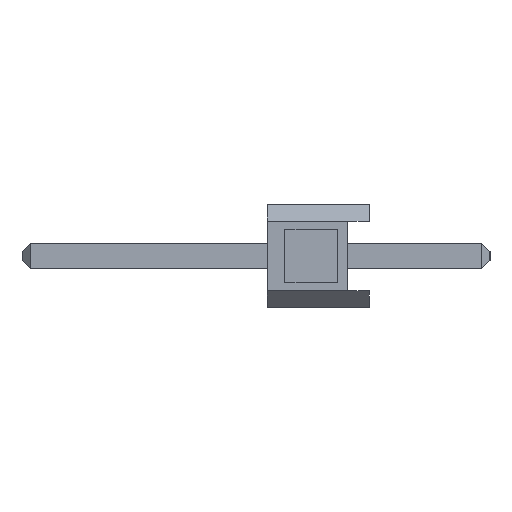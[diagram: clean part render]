
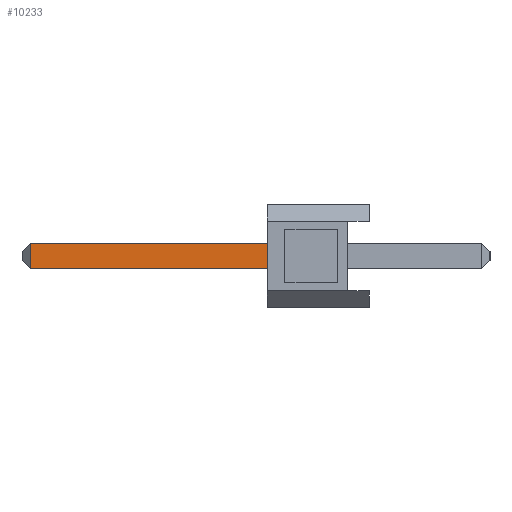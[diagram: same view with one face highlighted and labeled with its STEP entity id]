
A CAD part, left-side view. The second image highlights one B-rep face of the part: STEP entity #10233.
In plain terms, the highlighted planar face has unit normal (-1, 0, 0).
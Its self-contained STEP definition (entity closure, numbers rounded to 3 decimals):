
#331 = CARTESIAN_POINT ( 'NONE',  ( -0.32, -3., -0.32 ) ) ;
#393 = DIRECTION ( 'NONE',  ( 0., 1., 0. ) ) ;
#610 = LINE ( 'NONE', #4690, #12891 ) ;
#695 = DIRECTION ( 'NONE',  ( 0., 0., 1. ) ) ;
#1329 = EDGE_CURVE ( 'NONE', #1812, #45778, #610, .T. ) ;
#1812 = VERTEX_POINT ( 'NONE', #24731 ) ;
#2854 = EDGE_CURVE ( 'NONE', #51711, #45778, #45979, .T. ) ;
#4690 = CARTESIAN_POINT ( 'NONE',  ( -0.32, -3., -0.32 ) ) ;
#6155 = EDGE_LOOP ( 'NONE', ( #50649, #14682, #50703, #8133 ) ) ;
#6763 = VECTOR ( 'NONE', #39118, 1000. ) ;
#7563 = DIRECTION ( 'NONE',  ( 0., 0., -1. ) ) ;
#8133 = ORIENTED_EDGE ( 'NONE', *, *, #44044, .F. ) ;
#9031 = DIRECTION ( 'NONE',  ( -1., 0., 0. ) ) ;
#10233 = ADVANCED_FACE ( 'NONE', ( #31437 ), #38029, .T. ) ;
#12891 = VECTOR ( 'NONE', #393, 1000. ) ;
#14682 = ORIENTED_EDGE ( 'NONE', *, *, #2854, .T. ) ;
#14961 = CARTESIAN_POINT ( 'NONE',  ( -0.32, 2.54, 0.32 ) ) ;
#18301 = VECTOR ( 'NONE', #7563, 1000. ) ;
#19187 = EDGE_CURVE ( 'NONE', #34663, #51711, #49978, .T. ) ;
#24731 = CARTESIAN_POINT ( 'NONE',  ( -0.32, 2.54, -0.32 ) ) ;
#25712 = CARTESIAN_POINT ( 'NONE',  ( -0.32, 8.44, 0.32 ) ) ;
#27231 = CARTESIAN_POINT ( 'NONE',  ( -0.32, -3., 0.32 ) ) ;
#29304 = LINE ( 'NONE', #48468, #46053 ) ;
#31437 = FACE_OUTER_BOUND ( 'NONE', #6155, .T. ) ;
#32712 = AXIS2_PLACEMENT_3D ( 'NONE', #331, #9031, #695 ) ;
#34663 = VERTEX_POINT ( 'NONE', #14961 ) ;
#35755 = DIRECTION ( 'NONE',  ( 0., 0., -1. ) ) ;
#36084 = CARTESIAN_POINT ( 'NONE',  ( -0.32, 8.44, -0.32 ) ) ;
#38029 = PLANE ( 'NONE',  #32712 ) ;
#39118 = DIRECTION ( 'NONE',  ( 0., 1., 0. ) ) ;
#41156 = CARTESIAN_POINT ( 'NONE',  ( -0.32, 8.44, -0.32 ) ) ;
#44044 = EDGE_CURVE ( 'NONE', #34663, #1812, #29304, .T. ) ;
#45778 = VERTEX_POINT ( 'NONE', #41156 ) ;
#45979 = LINE ( 'NONE', #36084, #18301 ) ;
#46053 = VECTOR ( 'NONE', #35755, 1000. ) ;
#48468 = CARTESIAN_POINT ( 'NONE',  ( -0.32, 2.54, 0. ) ) ;
#49978 = LINE ( 'NONE', #27231, #6763 ) ;
#50649 = ORIENTED_EDGE ( 'NONE', *, *, #19187, .T. ) ;
#50703 = ORIENTED_EDGE ( 'NONE', *, *, #1329, .F. ) ;
#51711 = VERTEX_POINT ( 'NONE', #25712 ) ;
